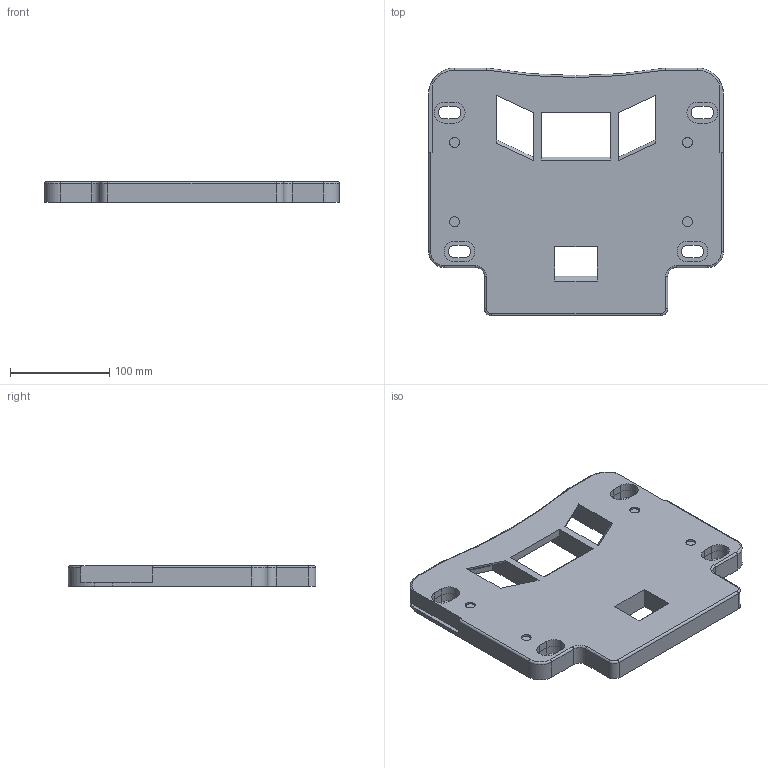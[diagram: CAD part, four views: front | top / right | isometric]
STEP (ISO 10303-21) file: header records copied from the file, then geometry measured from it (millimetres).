
FILE_DESCRIPTION(('FreeCAD Model'),'2;1');
FILE_NAME('Open CASCADE Shape Model','2025-08-19T17:08:23',(''),(''), 'Open CASCADE STEP processor 7.7','FreeCAD','Unknown');
FILE_SCHEMA(('AUTOMOTIVE_DESIGN { 1 0 10303 214 1 1 1 1 }'));
Length unit declared in the file: millimetre
Products named in the file (1): top_box_carrier
Bounding box: 297.6 x 250 x 21 mm (x, y, z)
Volume: 698123.6 mm3; surface area: 206507.8 mm2
Topology: 1 solids, 1 shells, 234 faces, 597 edges, 390 vertices
Faces by surface type: plane 175, cylinder 50, torus 9
Full cylindrical faces by diameter (mm): 10 x4
Entity records: 7155 total; most frequent: CARTESIAN_POINT 1341, ORIENTED_EDGE 1194, DIRECTION 1164, EDGE_CURVE 597, LINE 492, VECTOR 492, VERTEX_POINT 390, AXIS2_PLACEMENT_3D 336
